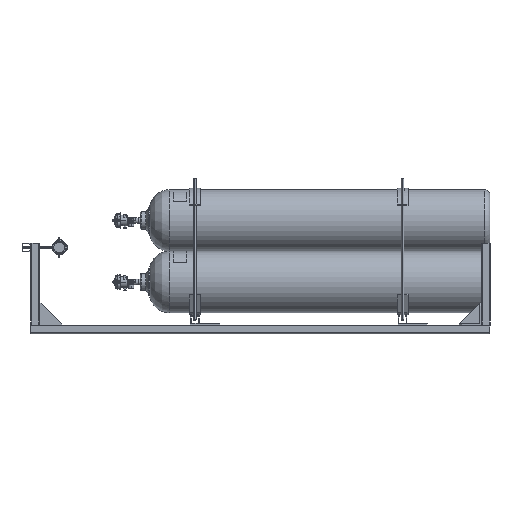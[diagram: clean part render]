
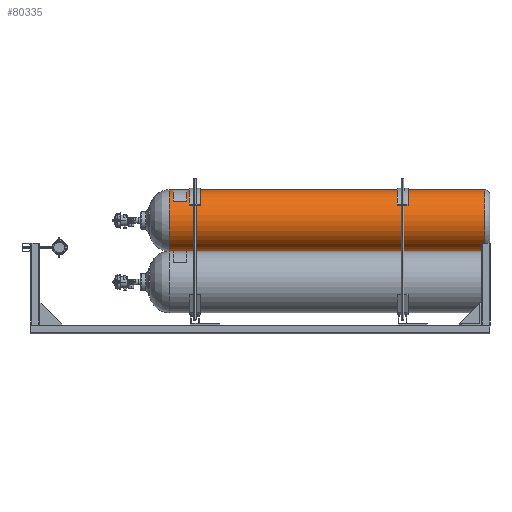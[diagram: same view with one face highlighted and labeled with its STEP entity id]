
A CAD part, left-side view. The second image highlights one B-rep face of the part: STEP entity #80335.
In plain terms, the highlighted cylindrical face has radius 142.85 mm (diameter 285.7 mm), a partial arc.
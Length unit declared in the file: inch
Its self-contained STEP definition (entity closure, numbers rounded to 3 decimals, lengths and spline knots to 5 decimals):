
#788 = DIRECTION ( 'NONE',  ( 0., -1., 0. ) ) ;
#2871 = DIRECTION ( 'NONE',  ( 0., -1., 0. ) ) ;
#3026 = VERTEX_POINT ( 'NONE', #32152 ) ;
#3838 = DIRECTION ( 'NONE',  ( 0., 0., -1. ) ) ;
#9304 = CARTESIAN_POINT ( 'NONE',  ( 0., -5.29832, 0. ) ) ;
#15993 = VECTOR ( 'NONE', #20817, 39.37008 ) ;
#16037 = CARTESIAN_POINT ( 'NONE',  ( 0., -63., 0. ) ) ;
#20817 = DIRECTION ( 'NONE',  ( 0., -1., 0. ) ) ;
#21832 = VERTEX_POINT ( 'NONE', #76410 ) ;
#22280 = VERTEX_POINT ( 'NONE', #73970 ) ;
#22821 = CARTESIAN_POINT ( 'NONE',  ( 0., 0., 0. ) ) ;
#23189 = CARTESIAN_POINT ( 'NONE',  ( 0., 0., 5.62402 ) ) ;
#27709 = CARTESIAN_POINT ( 'NONE',  ( 0., -5.29832, 5.62402 ) ) ;
#28288 = ORIENTED_EDGE ( 'NONE', *, *, #63570, .F. ) ;
#29728 = VECTOR ( 'NONE', #2871, 39.37008 ) ;
#32152 = CARTESIAN_POINT ( 'NONE',  ( 0., -5.29832, -5.62402 ) ) ;
#36674 = AXIS2_PLACEMENT_3D ( 'NONE', #22821, #37710, #3838 ) ;
#37414 = CIRCLE ( 'NONE', #71914, 5.62402 ) ;
#37710 = DIRECTION ( 'NONE',  ( 0., -1., 0. ) ) ;
#39844 = EDGE_LOOP ( 'NONE', ( #47484, #72194, #73298, #28288 ) ) ;
#40061 = EDGE_CURVE ( 'NONE', #3026, #21832, #55073, .T. ) ;
#44016 = CYLINDRICAL_SURFACE ( 'NONE', #36674, 5.62402 ) ;
#47484 = ORIENTED_EDGE ( 'NONE', *, *, #75181, .F. ) ;
#48863 = EDGE_CURVE ( 'NONE', #62745, #3026, #50784, .T. ) ;
#50784 = CIRCLE ( 'NONE', #82431, 5.62402 ) ;
#50789 = DIRECTION ( 'NONE',  ( 0., 0., -1. ) ) ;
#55073 = LINE ( 'NONE', #82557, #15993 ) ;
#56113 = LINE ( 'NONE', #23189, #29728 ) ;
#57527 = DIRECTION ( 'NONE',  ( 0., -1., 0. ) ) ;
#62745 = VERTEX_POINT ( 'NONE', #27709 ) ;
#63570 = EDGE_CURVE ( 'NONE', #22280, #21832, #37414, .T. ) ;
#64311 = DIRECTION ( 'NONE',  ( 0., 0., -1. ) ) ;
#71914 = AXIS2_PLACEMENT_3D ( 'NONE', #16037, #57527, #50789 ) ;
#72194 = ORIENTED_EDGE ( 'NONE', *, *, #48863, .T. ) ;
#73298 = ORIENTED_EDGE ( 'NONE', *, *, #40061, .T. ) ;
#73970 = CARTESIAN_POINT ( 'NONE',  ( 0., -63., 5.62402 ) ) ;
#75181 = EDGE_CURVE ( 'NONE', #62745, #22280, #56113, .T. ) ;
#76410 = CARTESIAN_POINT ( 'NONE',  ( 0., -63., -5.62402 ) ) ;
#80335 = ADVANCED_FACE ( 'NONE', ( #84550 ), #44016, .T. ) ;
#82431 = AXIS2_PLACEMENT_3D ( 'NONE', #9304, #788, #64311 ) ;
#82557 = CARTESIAN_POINT ( 'NONE',  ( 0., 0., -5.62402 ) ) ;
#84550 = FACE_OUTER_BOUND ( 'NONE', #39844, .T. ) ;
